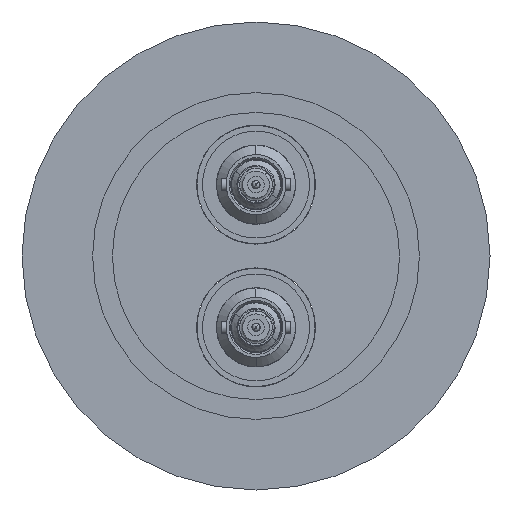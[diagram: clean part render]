
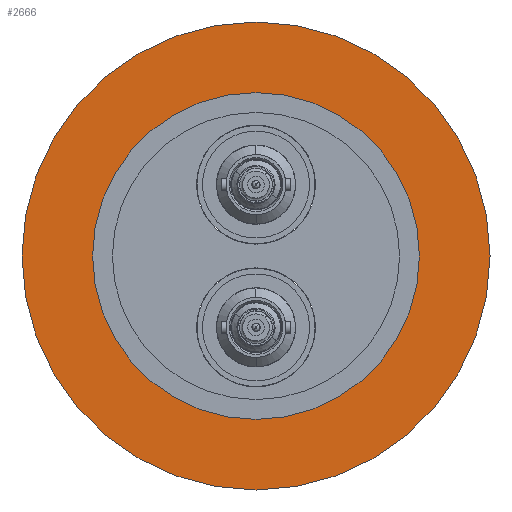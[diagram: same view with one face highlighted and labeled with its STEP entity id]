
A CAD part, front view. The second image highlights one B-rep face of the part: STEP entity #2666.
In plain terms, the highlighted planar face has unit normal (0, -1, 0).
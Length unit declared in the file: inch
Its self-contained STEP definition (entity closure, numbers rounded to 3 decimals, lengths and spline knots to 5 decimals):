
#197 = VERTEX_POINT ( 'NONE', #2540 ) ;
#226 = VERTEX_POINT ( 'NONE', #5691 ) ;
#278 = AXIS2_PLACEMENT_3D ( 'NONE', #4336, #5245, #4382 ) ;
#363 = AXIS2_PLACEMENT_3D ( 'NONE', #2260, #3143, #1277 ) ;
#375 = PLANE ( 'NONE',  #278 ) ;
#409 = FACE_OUTER_BOUND ( 'NONE', #1489, .T. ) ;
#524 = CARTESIAN_POINT ( 'NONE',  ( 0., 0., 0. ) ) ;
#648 = DIRECTION ( 'NONE',  ( -1., 0., 0. ) ) ;
#1144 = CARTESIAN_POINT ( 'NONE',  ( 0., 0., 0. ) ) ;
#1270 = DIRECTION ( 'NONE',  ( 0., 1., 0. ) ) ;
#1277 = DIRECTION ( 'NONE',  ( -1., 0., 0. ) ) ;
#1361 = DIRECTION ( 'NONE',  ( 0., 1., 0. ) ) ;
#1489 = EDGE_LOOP ( 'NONE', ( #5628, #2137 ) ) ;
#1745 = CIRCLE ( 'NONE', #363, 1.03 ) ;
#2137 = ORIENTED_EDGE ( 'NONE', *, *, #2336, .F. ) ;
#2260 = CARTESIAN_POINT ( 'NONE',  ( 0., 0., 0. ) ) ;
#2336 = EDGE_CURVE ( 'NONE', #4182, #4296, #2805, .T. ) ;
#2540 = CARTESIAN_POINT ( 'NONE',  ( 1.03, 0., 0. ) ) ;
#2602 = CARTESIAN_POINT ( 'NONE',  ( 0., 0., 0. ) ) ;
#2666 = ADVANCED_FACE ( 'NONE', ( #3273, #409 ), #375, .T. ) ;
#2714 = EDGE_CURVE ( 'NONE', #226, #197, #1745, .T. ) ;
#2787 = CARTESIAN_POINT ( 'NONE',  ( -1.475, 0., 0. ) ) ;
#2805 = CIRCLE ( 'NONE', #4306, 1.475 ) ;
#2957 = AXIS2_PLACEMENT_3D ( 'NONE', #2602, #1270, #4439 ) ;
#3143 = DIRECTION ( 'NONE',  ( 0., 1., 0. ) ) ;
#3273 = FACE_BOUND ( 'NONE', #4028, .T. ) ;
#3393 = DIRECTION ( 'NONE',  ( 0., 1., 0. ) ) ;
#3450 = ORIENTED_EDGE ( 'NONE', *, *, #5565, .T. ) ;
#3473 = EDGE_CURVE ( 'NONE', #4296, #4182, #5306, .T. ) ;
#3625 = CIRCLE ( 'NONE', #5570, 1.03 ) ;
#4028 = EDGE_LOOP ( 'NONE', ( #5183, #3450 ) ) ;
#4182 = VERTEX_POINT ( 'NONE', #5751 ) ;
#4296 = VERTEX_POINT ( 'NONE', #2787 ) ;
#4306 = AXIS2_PLACEMENT_3D ( 'NONE', #1144, #3393, #648 ) ;
#4336 = CARTESIAN_POINT ( 'NONE',  ( -1.475, 0., 0. ) ) ;
#4382 = DIRECTION ( 'NONE',  ( 1., 0., 0. ) ) ;
#4439 = DIRECTION ( 'NONE',  ( -1., 0., 0. ) ) ;
#5183 = ORIENTED_EDGE ( 'NONE', *, *, #2714, .T. ) ;
#5245 = DIRECTION ( 'NONE',  ( 0., -1., 0. ) ) ;
#5306 = CIRCLE ( 'NONE', #2957, 1.475 ) ;
#5484 = DIRECTION ( 'NONE',  ( -1., 0., 0. ) ) ;
#5565 = EDGE_CURVE ( 'NONE', #197, #226, #3625, .T. ) ;
#5570 = AXIS2_PLACEMENT_3D ( 'NONE', #524, #1361, #5484 ) ;
#5628 = ORIENTED_EDGE ( 'NONE', *, *, #3473, .F. ) ;
#5691 = CARTESIAN_POINT ( 'NONE',  ( -1.03, 0., 0. ) ) ;
#5751 = CARTESIAN_POINT ( 'NONE',  ( 1.475, 0., 0. ) ) ;
